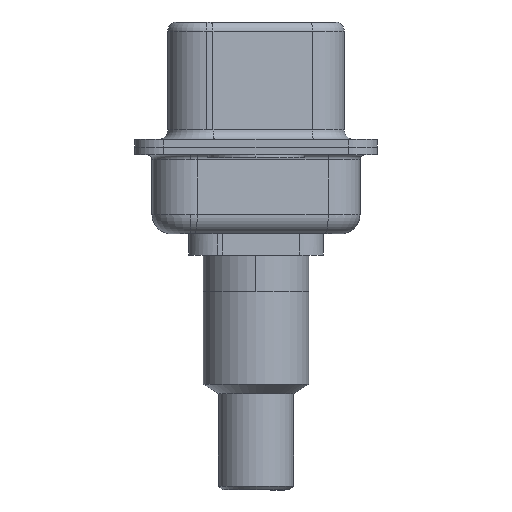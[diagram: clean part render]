
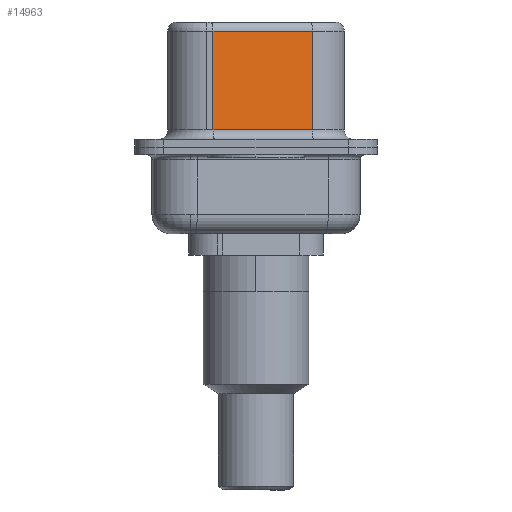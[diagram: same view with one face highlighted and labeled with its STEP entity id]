
A CAD part, left-side view. The second image highlights one B-rep face of the part: STEP entity #14963.
In plain terms, the highlighted planar face has unit normal (-0.985, -0.174, 0).
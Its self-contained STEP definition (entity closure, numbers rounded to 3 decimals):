
#551 = CARTESIAN_POINT ( 'NONE',  ( 3.675, 2.233, 0.9 ) ) ;
#850 = ORIENTED_EDGE ( 'NONE', *, *, #7108, .F. ) ;
#1375 = LINE ( 'NONE', #17929, #5492 ) ;
#1380 = CARTESIAN_POINT ( 'NONE',  ( 3.675, 2.233, 6.02 ) ) ;
#3096 = DIRECTION ( 'NONE',  ( -0.174, 0.985, 0. ) ) ;
#3194 = AXIS2_PLACEMENT_3D ( 'NONE', #9116, #12247, #3096 ) ;
#5128 = EDGE_CURVE ( 'NONE', #8785, #8712, #10945, .T. ) ;
#5262 = DIRECTION ( 'NONE',  ( -0.174, 0.985, 0. ) ) ;
#5492 = VECTOR ( 'NONE', #5939, 1000. ) ;
#5552 = CARTESIAN_POINT ( 'NONE',  ( 3.675, 2.233, 6.52 ) ) ;
#5939 = DIRECTION ( 'NONE',  ( 0.174, -0.985, 0. ) ) ;
#7108 = EDGE_CURVE ( 'NONE', #8785, #10089, #18497, .T. ) ;
#7837 = VERTEX_POINT ( 'NONE', #551 ) ;
#8222 = DIRECTION ( 'NONE',  ( 0., 0., -1. ) ) ;
#8712 = VERTEX_POINT ( 'NONE', #1380 ) ;
#8771 = EDGE_CURVE ( 'NONE', #8712, #7837, #11848, .T. ) ;
#8785 = VERTEX_POINT ( 'NONE', #12037 ) ;
#8791 = CARTESIAN_POINT ( 'NONE',  ( 4.585, -2.927, 6.52 ) ) ;
#8953 = ORIENTED_EDGE ( 'NONE', *, *, #5128, .T. ) ;
#9116 = CARTESIAN_POINT ( 'NONE',  ( 4.585, -2.927, 6.52 ) ) ;
#10089 = VERTEX_POINT ( 'NONE', #19345 ) ;
#10688 = PLANE ( 'NONE',  #3194 ) ;
#10911 = VECTOR ( 'NONE', #17892, 1000. ) ;
#10945 = LINE ( 'NONE', #12600, #18537 ) ;
#11848 = LINE ( 'NONE', #5552, #13968 ) ;
#12037 = CARTESIAN_POINT ( 'NONE',  ( 4.585, -2.927, 6.02 ) ) ;
#12247 = DIRECTION ( 'NONE',  ( 0.985, 0.174, 0. ) ) ;
#12600 = CARTESIAN_POINT ( 'NONE',  ( 4.585, -2.927, 6.02 ) ) ;
#12627 = EDGE_CURVE ( 'NONE', #7837, #10089, #1375, .T. ) ;
#13968 = VECTOR ( 'NONE', #8222, 1000. ) ;
#14963 = ADVANCED_FACE ( 'NONE', ( #17828 ), #10688, .F. ) ;
#15508 = ORIENTED_EDGE ( 'NONE', *, *, #8771, .T. ) ;
#15737 = EDGE_LOOP ( 'NONE', ( #850, #8953, #15508, #15894 ) ) ;
#15894 = ORIENTED_EDGE ( 'NONE', *, *, #12627, .T. ) ;
#17828 = FACE_OUTER_BOUND ( 'NONE', #15737, .T. ) ;
#17892 = DIRECTION ( 'NONE',  ( 0., 0., -1. ) ) ;
#17929 = CARTESIAN_POINT ( 'NONE',  ( 4.585, -2.927, 0.9 ) ) ;
#18497 = LINE ( 'NONE', #8791, #10911 ) ;
#18537 = VECTOR ( 'NONE', #5262, 1000. ) ;
#19345 = CARTESIAN_POINT ( 'NONE',  ( 4.585, -2.927, 0.9 ) ) ;
